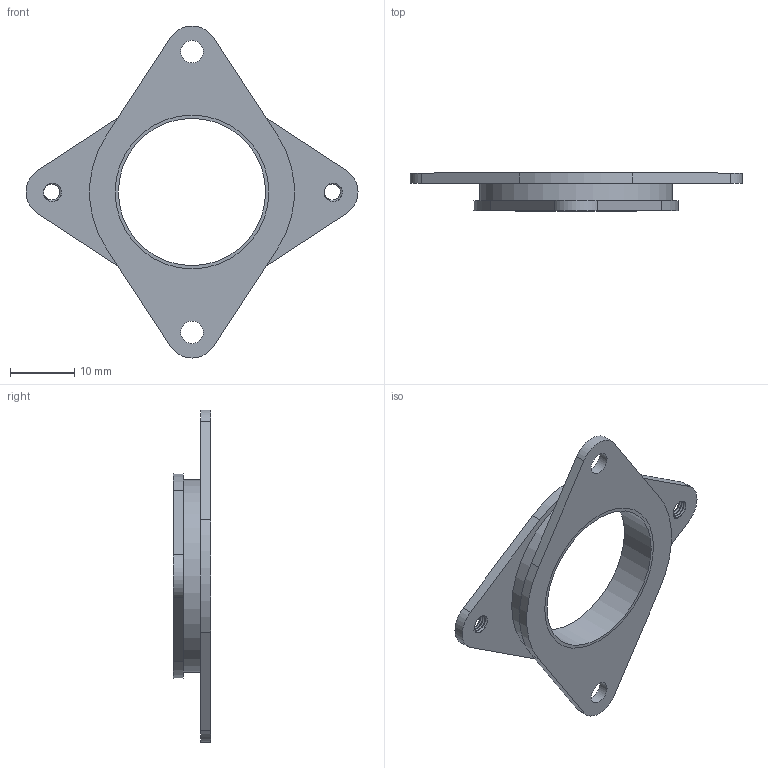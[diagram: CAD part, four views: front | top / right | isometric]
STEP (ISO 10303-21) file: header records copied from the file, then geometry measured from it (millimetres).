
FILE_DESCRIPTION(/* description */ (''),/* implementation_level */ '2;1');
FILE_NAME(/* name */ 'Nema 17 Damper v2.stp',/* time_stamp */ '2015-10-06T03:23:06-05:00',/* author */ (''),/* organization */ (''),/* preprocessor_version */ 'ST-DEVELOPER v16.1',/* originating_system */ 'Autodesk Translation Framework v4.1.0.1560',/* authorisation */ '');
FILE_SCHEMA (('AUTOMOTIVE_DESIGN { 1 0 10303 214 3 1 1 }'));
Length unit declared in the file: centimetre
Products named in the file (1): Nema 17 Damper v2
Bounding box: 51.84 x 5.9 x 51.84 mm (x, y, z)
Volume: 2804.7 mm3; surface area: 4607.1 mm2
Topology: 3 solids, 3 shells, 40 faces, 96 edges, 64 vertices
Faces by surface type: cylinder 20, plane 16, bspline 4
Full cylindrical faces by diameter (mm): 3.5 x2, 23 x1, 24 x4, 30 x1
Entity records: 1988 total; most frequent: CARTESIAN_POINT 1021, DIRECTION 186, ORIENTED_EDGE 176, EDGE_CURVE 88, AXIS2_PLACEMENT_3D 77, EDGE_LOOP 64, VERTEX_POINT 64, FACE_OUTER_BOUND 40
